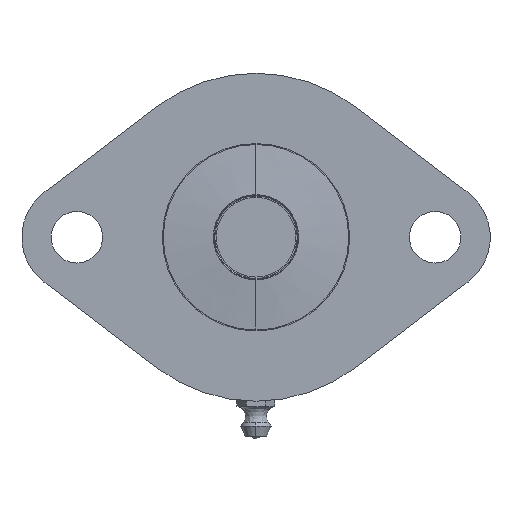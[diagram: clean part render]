
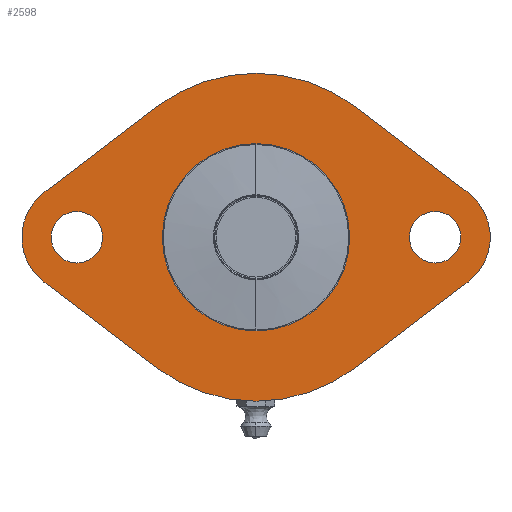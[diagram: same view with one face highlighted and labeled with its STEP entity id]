
A CAD part, front view. The second image highlights one B-rep face of the part: STEP entity #2598.
In plain terms, the highlighted planar face has unit normal (0, -1, 0).
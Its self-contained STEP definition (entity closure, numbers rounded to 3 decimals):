
#31 = CIRCLE ( 'NONE', #12783, 12. ) ;
#165 = CARTESIAN_POINT ( 'NONE',  ( -45.263, -11., 9.552 ) ) ;
#173 = FACE_BOUND ( 'NONE', #6865, .T. ) ;
#222 = AXIS2_PLACEMENT_3D ( 'NONE', #586, #8297, #1673 ) ;
#310 = ORIENTED_EDGE ( 'NONE', *, *, #12952, .F. ) ;
#391 = DIRECTION ( 'NONE',  ( 0., 1., 0. ) ) ;
#586 = CARTESIAN_POINT ( 'NONE',  ( 0., -11., 0. ) ) ;
#762 = VERTEX_POINT ( 'NONE', #8979 ) ;
#1033 = DIRECTION ( 'NONE',  ( 0., 0., 1. ) ) ;
#1278 = VERTEX_POINT ( 'NONE', #13612 ) ;
#1321 = CARTESIAN_POINT ( 'NONE',  ( 38.25, -11., -5.5 ) ) ;
#1673 = DIRECTION ( 'NONE',  ( 0., 0., 1. ) ) ;
#1820 = VERTEX_POINT ( 'NONE', #7400 ) ;
#1918 = AXIS2_PLACEMENT_3D ( 'NONE', #5274, #3088, #4208 ) ;
#2006 = EDGE_CURVE ( 'NONE', #11292, #7378, #6074, .T. ) ;
#2101 = ORIENTED_EDGE ( 'NONE', *, *, #7550, .F. ) ;
#2374 = CARTESIAN_POINT ( 'NONE',  ( 0., -11., -20. ) ) ;
#2598 = ADVANCED_FACE ( 'NONE', ( #3546, #173, #7893, #9901 ), #4526, .F. ) ;
#2622 = CARTESIAN_POINT ( 'NONE',  ( 0., -11., 0. ) ) ;
#2832 = DIRECTION ( 'NONE',  ( 0., 1., 0. ) ) ;
#2930 = DIRECTION ( 'NONE',  ( -0.796, 0., 0.605 ) ) ;
#2999 = LINE ( 'NONE', #10628, #8437 ) ;
#3037 = CARTESIAN_POINT ( 'NONE',  ( 0., -11., 0. ) ) ;
#3088 = DIRECTION ( 'NONE',  ( 0., 1., 0. ) ) ;
#3099 = ORIENTED_EDGE ( 'NONE', *, *, #10626, .T. ) ;
#3277 = EDGE_CURVE ( 'NONE', #3760, #6603, #2999, .T. ) ;
#3299 = CIRCLE ( 'NONE', #5768, 20. ) ;
#3546 = FACE_BOUND ( 'NONE', #6528, .T. ) ;
#3561 = CARTESIAN_POINT ( 'NONE',  ( -38.25, -11., -5.5 ) ) ;
#3636 = CARTESIAN_POINT ( 'NONE',  ( 21.184, -11., -27.861 ) ) ;
#3641 = CIRCLE ( 'NONE', #5435, 5.5 ) ;
#3726 = EDGE_LOOP ( 'NONE', ( #12594, #10521 ) ) ;
#3760 = VERTEX_POINT ( 'NONE', #12588 ) ;
#3773 = VERTEX_POINT ( 'NONE', #5245 ) ;
#3880 = DIRECTION ( 'NONE',  ( 0., 0., 1. ) ) ;
#4205 = DIRECTION ( 'NONE',  ( 0., 0., 1. ) ) ;
#4208 = DIRECTION ( 'NONE',  ( 0., 0., 1. ) ) ;
#4277 = CARTESIAN_POINT ( 'NONE',  ( 0., -11., 0. ) ) ;
#4311 = DIRECTION ( 'NONE',  ( 0.796, 0., -0.605 ) ) ;
#4428 = AXIS2_PLACEMENT_3D ( 'NONE', #9254, #391, #3880 ) ;
#4508 = VERTEX_POINT ( 'NONE', #3636 ) ;
#4526 = PLANE ( 'NONE',  #9320 ) ;
#4531 = ORIENTED_EDGE ( 'NONE', *, *, #7058, .F. ) ;
#4551 = CIRCLE ( 'NONE', #222, 35. ) ;
#4671 = VECTOR ( 'NONE', #4311, 1000. ) ;
#4756 = EDGE_CURVE ( 'NONE', #4508, #3760, #4551, .T. ) ;
#4770 = ORIENTED_EDGE ( 'NONE', *, *, #3277, .F. ) ;
#4789 = AXIS2_PLACEMENT_3D ( 'NONE', #5369, #8879, #1033 ) ;
#5110 = AXIS2_PLACEMENT_3D ( 'NONE', #6286, #12788, #7388 ) ;
#5161 = AXIS2_PLACEMENT_3D ( 'NONE', #4277, #6261, #4205 ) ;
#5245 = CARTESIAN_POINT ( 'NONE',  ( 45.263, -11., 9.552 ) ) ;
#5274 = CARTESIAN_POINT ( 'NONE',  ( 0., -11., 0. ) ) ;
#5283 = EDGE_CURVE ( 'NONE', #8126, #13678, #13670, .T. ) ;
#5369 = CARTESIAN_POINT ( 'NONE',  ( 38., -11., 0. ) ) ;
#5435 = AXIS2_PLACEMENT_3D ( 'NONE', #14085, #10760, #9910 ) ;
#5488 = ORIENTED_EDGE ( 'NONE', *, *, #11406, .F. ) ;
#5637 = ORIENTED_EDGE ( 'NONE', *, *, #9315, .F. ) ;
#5768 = AXIS2_PLACEMENT_3D ( 'NONE', #3037, #8245, #10439 ) ;
#5789 = CARTESIAN_POINT ( 'NONE',  ( 0., -11., 20. ) ) ;
#6016 = VERTEX_POINT ( 'NONE', #12884 ) ;
#6074 = CIRCLE ( 'NONE', #5161, 20. ) ;
#6133 = EDGE_CURVE ( 'NONE', #1278, #4508, #9713, .T. ) ;
#6205 = ORIENTED_EDGE ( 'NONE', *, *, #6133, .F. ) ;
#6261 = DIRECTION ( 'NONE',  ( 0., 1., 0. ) ) ;
#6286 = CARTESIAN_POINT ( 'NONE',  ( 0., -11., 0. ) ) ;
#6314 = VECTOR ( 'NONE', #6466, 1000. ) ;
#6350 = VECTOR ( 'NONE', #8889, 1000. ) ;
#6463 = ORIENTED_EDGE ( 'NONE', *, *, #11373, .T. ) ;
#6466 = DIRECTION ( 'NONE',  ( -0.796, 0., -0.605 ) ) ;
#6472 = CARTESIAN_POINT ( 'NONE',  ( 38.25, -11., 0. ) ) ;
#6487 = ORIENTED_EDGE ( 'NONE', *, *, #4756, .F. ) ;
#6528 = EDGE_LOOP ( 'NONE', ( #12210, #10261 ) ) ;
#6603 = VERTEX_POINT ( 'NONE', #12912 ) ;
#6662 = LINE ( 'NONE', #165, #6350 ) ;
#6683 = EDGE_CURVE ( 'NONE', #13678, #8126, #3641, .T. ) ;
#6823 = CARTESIAN_POINT ( 'NONE',  ( -38.25, -11., 0. ) ) ;
#6865 = EDGE_LOOP ( 'NONE', ( #6463, #3099 ) ) ;
#6882 = DIRECTION ( 'NONE',  ( 0., 0., 1. ) ) ;
#6927 = CIRCLE ( 'NONE', #4428, 5.5 ) ;
#6934 = ORIENTED_EDGE ( 'NONE', *, *, #10449, .F. ) ;
#7058 = EDGE_CURVE ( 'NONE', #10991, #6016, #6662, .T. ) ;
#7137 = AXIS2_PLACEMENT_3D ( 'NONE', #6472, #14103, #8713 ) ;
#7378 = VERTEX_POINT ( 'NONE', #2374 ) ;
#7388 = DIRECTION ( 'NONE',  ( 0., 0., 1. ) ) ;
#7400 = CARTESIAN_POINT ( 'NONE',  ( 0., -11., 35. ) ) ;
#7550 = EDGE_CURVE ( 'NONE', #3773, #1278, #11143, .T. ) ;
#7685 = CARTESIAN_POINT ( 'NONE',  ( 38.25, -11., 5.5 ) ) ;
#7833 = CARTESIAN_POINT ( 'NONE',  ( -38.25, -11., 5.5 ) ) ;
#7893 = FACE_BOUND ( 'NONE', #3726, .T. ) ;
#8123 = EDGE_LOOP ( 'NONE', ( #6934, #4531, #5637, #4770, #6487, #6205, #2101, #310, #5488 ) ) ;
#8126 = VERTEX_POINT ( 'NONE', #3561 ) ;
#8245 = DIRECTION ( 'NONE',  ( 0., 1., 0. ) ) ;
#8297 = DIRECTION ( 'NONE',  ( 0., 1., 0. ) ) ;
#8437 = VECTOR ( 'NONE', #2930, 1000. ) ;
#8627 = CARTESIAN_POINT ( 'NONE',  ( 21.184, -11., -27.861 ) ) ;
#8713 = DIRECTION ( 'NONE',  ( 0., 0., 1. ) ) ;
#8879 = DIRECTION ( 'NONE',  ( 0., 1., 0. ) ) ;
#8888 = CARTESIAN_POINT ( 'NONE',  ( 45.263, -11., 9.552 ) ) ;
#8889 = DIRECTION ( 'NONE',  ( 0.796, 0., 0.605 ) ) ;
#8979 = CARTESIAN_POINT ( 'NONE',  ( 21.184, -11., 27.861 ) ) ;
#9235 = CIRCLE ( 'NONE', #5110, 35. ) ;
#9254 = CARTESIAN_POINT ( 'NONE',  ( 38.25, -11., 0. ) ) ;
#9315 = EDGE_CURVE ( 'NONE', #6603, #10991, #31, .T. ) ;
#9320 = AXIS2_PLACEMENT_3D ( 'NONE', #2622, #2832, #6882 ) ;
#9431 = CIRCLE ( 'NONE', #1918, 35. ) ;
#9668 = DIRECTION ( 'NONE',  ( 0., 1., 0. ) ) ;
#9713 = LINE ( 'NONE', #8627, #6314 ) ;
#9823 = LINE ( 'NONE', #8888, #4671 ) ;
#9901 = FACE_OUTER_BOUND ( 'NONE', #8123, .T. ) ;
#9910 = DIRECTION ( 'NONE',  ( 0., 0., 1. ) ) ;
#10261 = ORIENTED_EDGE ( 'NONE', *, *, #11464, .T. ) ;
#10439 = DIRECTION ( 'NONE',  ( 0., 0., 1. ) ) ;
#10449 = EDGE_CURVE ( 'NONE', #6016, #1820, #9431, .T. ) ;
#10521 = ORIENTED_EDGE ( 'NONE', *, *, #5283, .T. ) ;
#10626 = EDGE_CURVE ( 'NONE', #14095, #11117, #13243, .T. ) ;
#10628 = CARTESIAN_POINT ( 'NONE',  ( -21.184, -11., -27.861 ) ) ;
#10760 = DIRECTION ( 'NONE',  ( 0., 1., 0. ) ) ;
#10991 = VERTEX_POINT ( 'NONE', #12355 ) ;
#11019 = DIRECTION ( 'NONE',  ( 0., 1., 0. ) ) ;
#11117 = VERTEX_POINT ( 'NONE', #7685 ) ;
#11143 = CIRCLE ( 'NONE', #4789, 12. ) ;
#11154 = DIRECTION ( 'NONE',  ( 0., 0., 1. ) ) ;
#11292 = VERTEX_POINT ( 'NONE', #5789 ) ;
#11373 = EDGE_CURVE ( 'NONE', #11117, #14095, #6927, .T. ) ;
#11406 = EDGE_CURVE ( 'NONE', #1820, #762, #9235, .T. ) ;
#11464 = EDGE_CURVE ( 'NONE', #7378, #11292, #3299, .T. ) ;
#11858 = AXIS2_PLACEMENT_3D ( 'NONE', #6823, #11019, #11154 ) ;
#12210 = ORIENTED_EDGE ( 'NONE', *, *, #2006, .T. ) ;
#12355 = CARTESIAN_POINT ( 'NONE',  ( -45.263, -11., 9.552 ) ) ;
#12588 = CARTESIAN_POINT ( 'NONE',  ( -21.184, -11., -27.861 ) ) ;
#12594 = ORIENTED_EDGE ( 'NONE', *, *, #6683, .T. ) ;
#12783 = AXIS2_PLACEMENT_3D ( 'NONE', #13974, #9668, #13841 ) ;
#12788 = DIRECTION ( 'NONE',  ( 0., 1., 0. ) ) ;
#12884 = CARTESIAN_POINT ( 'NONE',  ( -21.184, -11., 27.861 ) ) ;
#12912 = CARTESIAN_POINT ( 'NONE',  ( -45.263, -11., -9.552 ) ) ;
#12952 = EDGE_CURVE ( 'NONE', #762, #3773, #9823, .T. ) ;
#13243 = CIRCLE ( 'NONE', #7137, 5.5 ) ;
#13612 = CARTESIAN_POINT ( 'NONE',  ( 45.263, -11., -9.552 ) ) ;
#13670 = CIRCLE ( 'NONE', #11858, 5.5 ) ;
#13678 = VERTEX_POINT ( 'NONE', #7833 ) ;
#13841 = DIRECTION ( 'NONE',  ( 0., 0., 1. ) ) ;
#13974 = CARTESIAN_POINT ( 'NONE',  ( -38., -11., 0. ) ) ;
#14085 = CARTESIAN_POINT ( 'NONE',  ( -38.25, -11., 0. ) ) ;
#14095 = VERTEX_POINT ( 'NONE', #1321 ) ;
#14103 = DIRECTION ( 'NONE',  ( 0., 1., 0. ) ) ;
